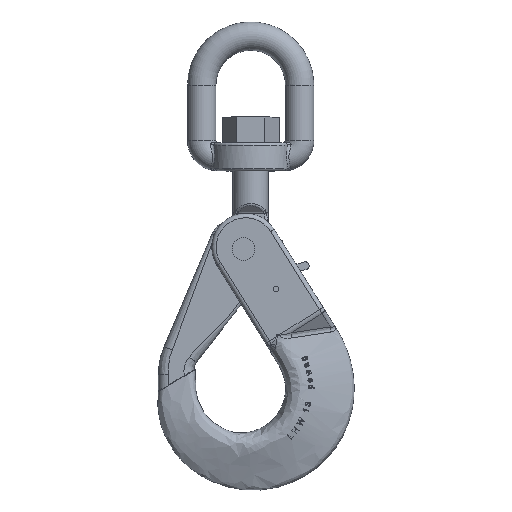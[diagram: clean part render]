
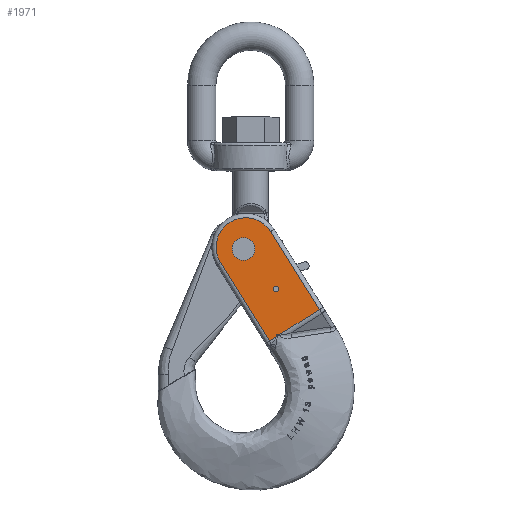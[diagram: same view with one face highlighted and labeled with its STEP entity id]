
A CAD part, top view. The second image highlights one B-rep face of the part: STEP entity #1971.
In plain terms, the highlighted planar face has unit normal (0, 0, 1).
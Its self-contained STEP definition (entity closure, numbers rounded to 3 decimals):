
#254=LINE('',#10390,#509);
#255=LINE('',#10419,#510);
#256=LINE('',#10421,#511);
#257=LINE('',#10425,#512);
#509=VECTOR('',#6977,1.);
#510=VECTOR('',#6978,1.);
#511=VECTOR('',#6979,1.);
#512=VECTOR('',#6982,1.);
#1008=B_SPLINE_CURVE_WITH_KNOTS('',3,(#10393,#10394,#10395,#10396,#10397,
#10398,#10399,#10400,#10401,#10402,#10403,#10404,#10405,#10406,#10407,#10408,
#10409,#10410,#10411,#10412,#10413,#10414,#10415,#10416,#10417),.UNSPECIFIED.,
.F.,.F.,(4,3,3,3,3,3,3,3,4),(0.,0.361,0.427,0.495,
0.541,0.586,0.654,0.783,1.),
.UNSPECIFIED.);
#1491=PLANE('',#6549);
#1611=FACE_OUTER_BOUND('',#2498,.T.);
#1971=ADVANCED_FACE('',(#2416,#2417,#1611),#1491,.F.);
#2416=FACE_BOUND('',#2496,.T.);
#2417=FACE_BOUND('',#2497,.T.);
#2496=EDGE_LOOP('',(#3085));
#2497=EDGE_LOOP('',(#3086));
#2498=EDGE_LOOP('',(#3087,#3088,#3089,#3090,#3091,#3092));
#3085=ORIENTED_EDGE('',*,*,#5565,.T.);
#3086=ORIENTED_EDGE('',*,*,#5563,.T.);
#3087=ORIENTED_EDGE('',*,*,#5582,.T.);
#3088=ORIENTED_EDGE('',*,*,#5583,.T.);
#3089=ORIENTED_EDGE('',*,*,#5584,.T.);
#3090=ORIENTED_EDGE('',*,*,#5585,.T.);
#3091=ORIENTED_EDGE('',*,*,#5586,.T.);
#3092=ORIENTED_EDGE('',*,*,#5587,.T.);
#4948=VERTEX_POINT('',#10321);
#4950=VERTEX_POINT('',#10326);
#4965=VERTEX_POINT('',#10391);
#4966=VERTEX_POINT('',#10392);
#4967=VERTEX_POINT('',#10418);
#4968=VERTEX_POINT('',#10420);
#4969=VERTEX_POINT('',#10422);
#4970=VERTEX_POINT('',#10424);
#5563=EDGE_CURVE('',#4948,#4948,#6355,.T.);
#5565=EDGE_CURVE('',#4950,#4950,#6357,.T.);
#5582=EDGE_CURVE('',#4965,#4966,#254,.T.);
#5583=EDGE_CURVE('',#4966,#4967,#1008,.T.);
#5584=EDGE_CURVE('',#4967,#4968,#255,.T.);
#5585=EDGE_CURVE('',#4968,#4969,#256,.T.);
#5586=EDGE_CURVE('',#4969,#4970,#6361,.T.);
#5587=EDGE_CURVE('',#4970,#4965,#257,.T.);
#6355=CIRCLE('',#6539,8.);
#6357=CIRCLE('',#6542,2.);
#6361=CIRCLE('',#6548,20.795);
#6539=AXIS2_PLACEMENT_3D('',#10320,#6951,#6952);
#6542=AXIS2_PLACEMENT_3D('',#10325,#6957,#6958);
#6548=AXIS2_PLACEMENT_3D('',#10423,#6980,#6981);
#6549=AXIS2_PLACEMENT_3D('',#10426,#6983,#6984);
#6951=DIRECTION('',(0.,0.,-1.));
#6952=DIRECTION('',(-1.,0.,0.));
#6957=DIRECTION('',(0.,0.,-1.));
#6958=DIRECTION('',(-1.,0.,0.));
#6977=DIRECTION('',(0.848,0.53,0.));
#6978=DIRECTION('',(0.848,0.53,0.));
#6979=DIRECTION('',(-0.53,0.848,0.));
#6980=DIRECTION('',(0.,0.,1.));
#6981=DIRECTION('',(-1.,0.,0.));
#6982=DIRECTION('',(0.53,-0.848,0.));
#6983=DIRECTION('',(0.,0.,-1.));
#6984=DIRECTION('',(-1.,0.,0.));
#10320=CARTESIAN_POINT('',(2.024,98.,17.5));
#10321=CARTESIAN_POINT('',(-5.976,98.,17.5));
#10325=CARTESIAN_POINT('',(24.821,69.795,17.5));
#10326=CARTESIAN_POINT('',(22.821,69.795,17.5));
#10390=CARTESIAN_POINT('',(-9.24,14.787,17.5));
#10391=CARTESIAN_POINT('',(20.144,33.148,17.5));
#10392=CARTESIAN_POINT('',(25.351,36.401,17.5));
#10393=CARTESIAN_POINT('',(25.351,36.401,17.5));
#10394=CARTESIAN_POINT('',(25.321,36.707,17.5));
#10395=CARTESIAN_POINT('',(25.303,37.026,17.5));
#10396=CARTESIAN_POINT('',(25.384,37.322,17.5));
#10397=CARTESIAN_POINT('',(25.399,37.378,17.5));
#10398=CARTESIAN_POINT('',(25.418,37.433,17.5));
#10399=CARTESIAN_POINT('',(25.444,37.484,17.5));
#10400=CARTESIAN_POINT('',(25.471,37.536,17.5));
#10401=CARTESIAN_POINT('',(25.505,37.585,17.5));
#10402=CARTESIAN_POINT('',(25.548,37.624,17.5));
#10403=CARTESIAN_POINT('',(25.578,37.651,17.5));
#10404=CARTESIAN_POINT('',(25.612,37.674,17.5));
#10405=CARTESIAN_POINT('',(25.649,37.689,17.5));
#10406=CARTESIAN_POINT('',(25.685,37.705,17.5));
#10407=CARTESIAN_POINT('',(25.725,37.714,17.5));
#10408=CARTESIAN_POINT('',(25.765,37.717,17.5));
#10409=CARTESIAN_POINT('',(25.823,37.722,17.5));
#10410=CARTESIAN_POINT('',(25.883,37.715,17.5));
#10411=CARTESIAN_POINT('',(25.939,37.702,17.5));
#10412=CARTESIAN_POINT('',(26.048,37.677,17.5));
#10413=CARTESIAN_POINT('',(26.152,37.629,17.5));
#10414=CARTESIAN_POINT('',(26.249,37.574,17.5));
#10415=CARTESIAN_POINT('',(26.413,37.483,17.5));
#10416=CARTESIAN_POINT('',(26.565,37.37,17.5));
#10417=CARTESIAN_POINT('',(26.71,37.25,17.5));
#10418=CARTESIAN_POINT('',(26.71,37.25,17.5));
#10419=CARTESIAN_POINT('',(-9.24,14.787,17.5));
#10420=CARTESIAN_POINT('',(55.414,55.187,17.5));
#10421=CARTESIAN_POINT('',(64.654,40.4,17.5));
#10422=CARTESIAN_POINT('',(21.023,110.225,17.5));
#10423=CARTESIAN_POINT('',(3.387,99.205,17.5));
#10424=CARTESIAN_POINT('',(-14.248,88.185,17.5));
#10425=CARTESIAN_POINT('',(29.383,18.361,17.5));
#10426=CARTESIAN_POINT('',(0.,0.,17.5));
